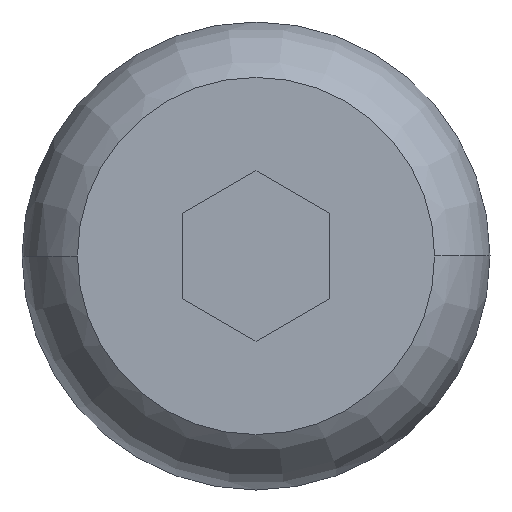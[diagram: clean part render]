
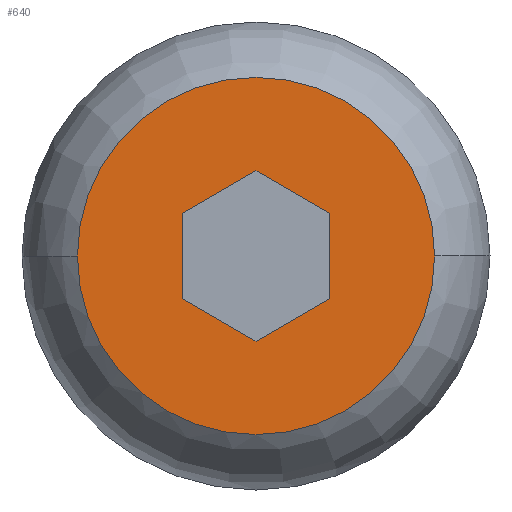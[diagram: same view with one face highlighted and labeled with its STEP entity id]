
A CAD part, left-side view. The second image highlights one B-rep face of the part: STEP entity #640.
In plain terms, the highlighted planar face has unit normal (-1, 0, 0).
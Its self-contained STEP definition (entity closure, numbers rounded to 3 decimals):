
#24 = FACE_BOUND ( 'NONE', #301, .T. ) ;
#32 = CARTESIAN_POINT ( 'NONE',  ( 0., 0., -1.732 ) ) ;
#37 = CARTESIAN_POINT ( 'NONE',  ( 0., -1.5, 0.866 ) ) ;
#39 = CARTESIAN_POINT ( 'NONE',  ( 0., 1.5, -0.866 ) ) ;
#47 = ORIENTED_EDGE ( 'NONE', *, *, #253, .F. ) ;
#69 = CIRCLE ( 'NONE', #150, 3.625 ) ;
#73 = EDGE_CURVE ( 'NONE', #133, #614, #404, .T. ) ;
#77 = LINE ( 'NONE', #596, #410 ) ;
#80 = CARTESIAN_POINT ( 'NONE',  ( 0., 1.5, 0.866 ) ) ;
#81 = LINE ( 'NONE', #650, #415 ) ;
#98 = CARTESIAN_POINT ( 'NONE',  ( 0., 3.625, 0. ) ) ;
#109 = DIRECTION ( 'NONE',  ( 0., 1., 0. ) ) ;
#117 = CARTESIAN_POINT ( 'NONE',  ( 0., 0., 0. ) ) ;
#119 = EDGE_CURVE ( 'NONE', #369, #579, #400, .T. ) ;
#124 = LINE ( 'NONE', #80, #419 ) ;
#129 = PLANE ( 'NONE',  #350 ) ;
#133 = VERTEX_POINT ( 'NONE', #200 ) ;
#134 = DIRECTION ( 'NONE',  ( 0., -0.866, -0.5 ) ) ;
#146 = VECTOR ( 'NONE', #659, 1000. ) ;
#148 = CARTESIAN_POINT ( 'NONE',  ( 0., -1.5, -0.866 ) ) ;
#150 = AXIS2_PLACEMENT_3D ( 'NONE', #418, #318, #567 ) ;
#163 = VERTEX_POINT ( 'NONE', #98 ) ;
#181 = DIRECTION ( 'NONE',  ( 0., -0.866, 0.5 ) ) ;
#189 = DIRECTION ( 'NONE',  ( 0., 0.866, -0.5 ) ) ;
#194 = EDGE_CURVE ( 'NONE', #614, #505, #455, .T. ) ;
#200 = CARTESIAN_POINT ( 'NONE',  ( 0., -1.5, -0.866 ) ) ;
#201 = VECTOR ( 'NONE', #658, 1000. ) ;
#219 = DIRECTION ( 'NONE',  ( 0., 0., -1. ) ) ;
#221 = ORIENTED_EDGE ( 'NONE', *, *, #334, .F. ) ;
#253 = EDGE_CURVE ( 'NONE', #163, #275, #69, .T. ) ;
#275 = VERTEX_POINT ( 'NONE', #607 ) ;
#300 = CARTESIAN_POINT ( 'NONE',  ( 0., -1.5, 0.866 ) ) ;
#301 = EDGE_LOOP ( 'NONE', ( #364, #623, #331, #426, #494, #460 ) ) ;
#318 = DIRECTION ( 'NONE',  ( 1., 0., 0. ) ) ;
#331 = ORIENTED_EDGE ( 'NONE', *, *, #73, .F. ) ;
#334 = EDGE_CURVE ( 'NONE', #275, #163, #358, .T. ) ;
#336 = FACE_OUTER_BOUND ( 'NONE', #441, .T. ) ;
#350 = AXIS2_PLACEMENT_3D ( 'NONE', #576, #538, #492 ) ;
#358 = CIRCLE ( 'NONE', #375, 3.625 ) ;
#364 = ORIENTED_EDGE ( 'NONE', *, *, #473, .F. ) ;
#369 = VERTEX_POINT ( 'NONE', #528 ) ;
#375 = AXIS2_PLACEMENT_3D ( 'NONE', #117, #578, #109 ) ;
#400 = LINE ( 'NONE', #39, #554 ) ;
#404 = LINE ( 'NONE', #148, #146 ) ;
#410 = VECTOR ( 'NONE', #189, 1000. ) ;
#415 = VECTOR ( 'NONE', #181, 1000. ) ;
#418 = CARTESIAN_POINT ( 'NONE',  ( 0., 0., 0. ) ) ;
#419 = VECTOR ( 'NONE', #219, 1000. ) ;
#426 = ORIENTED_EDGE ( 'NONE', *, *, #501, .F. ) ;
#441 = EDGE_LOOP ( 'NONE', ( #47, #221 ) ) ;
#443 = CARTESIAN_POINT ( 'NONE',  ( 0., 1.5, 0.866 ) ) ;
#447 = CARTESIAN_POINT ( 'NONE',  ( 0., 0., 1.732 ) ) ;
#455 = LINE ( 'NONE', #300, #201 ) ;
#460 = ORIENTED_EDGE ( 'NONE', *, *, #662, .F. ) ;
#473 = EDGE_CURVE ( 'NONE', #505, #583, #77, .T. ) ;
#492 = DIRECTION ( 'NONE',  ( 0., -1., 0. ) ) ;
#494 = ORIENTED_EDGE ( 'NONE', *, *, #119, .F. ) ;
#501 = EDGE_CURVE ( 'NONE', #579, #133, #81, .T. ) ;
#505 = VERTEX_POINT ( 'NONE', #447 ) ;
#528 = CARTESIAN_POINT ( 'NONE',  ( 0., 1.5, -0.866 ) ) ;
#538 = DIRECTION ( 'NONE',  ( -1., 0., 0. ) ) ;
#554 = VECTOR ( 'NONE', #134, 1000. ) ;
#567 = DIRECTION ( 'NONE',  ( 0., 1., 0. ) ) ;
#576 = CARTESIAN_POINT ( 'NONE',  ( 0., 0., 0. ) ) ;
#578 = DIRECTION ( 'NONE',  ( 1., 0., 0. ) ) ;
#579 = VERTEX_POINT ( 'NONE', #32 ) ;
#583 = VERTEX_POINT ( 'NONE', #443 ) ;
#596 = CARTESIAN_POINT ( 'NONE',  ( 0., 0., 1.732 ) ) ;
#607 = CARTESIAN_POINT ( 'NONE',  ( 0., -3.625, 0. ) ) ;
#614 = VERTEX_POINT ( 'NONE', #37 ) ;
#623 = ORIENTED_EDGE ( 'NONE', *, *, #194, .F. ) ;
#640 = ADVANCED_FACE ( 'NONE', ( #24, #336 ), #129, .T. ) ;
#650 = CARTESIAN_POINT ( 'NONE',  ( 0., 0., -1.732 ) ) ;
#658 = DIRECTION ( 'NONE',  ( 0., 0.866, 0.5 ) ) ;
#659 = DIRECTION ( 'NONE',  ( 0., 0., 1. ) ) ;
#662 = EDGE_CURVE ( 'NONE', #583, #369, #124, .T. ) ;
